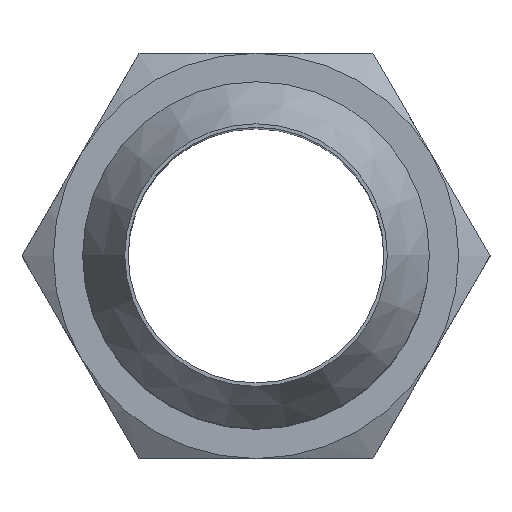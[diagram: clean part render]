
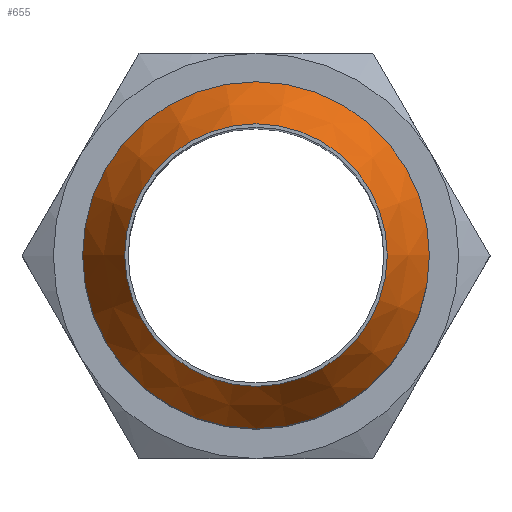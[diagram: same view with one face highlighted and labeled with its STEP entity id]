
A CAD part, top view. The second image highlights one B-rep face of the part: STEP entity #655.
In plain terms, the highlighted conical face has half-angle 30 degrees and reference radius 16.691 mm.
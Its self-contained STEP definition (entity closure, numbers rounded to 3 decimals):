
#100=CONICAL_SURFACE('',#734,16.691,0.524);
#133=FACE_BOUND('',#214,.T.);
#158=FACE_OUTER_BOUND('',#213,.T.);
#213=EDGE_LOOP('',(#472));
#214=EDGE_LOOP('',(#473));
#286=CIRCLE('',#735,19.);
#287=CIRCLE('',#736,14.381);
#323=VERTEX_POINT('',#995);
#324=VERTEX_POINT('',#997);
#384=EDGE_CURVE('',#323,#323,#286,.T.);
#385=EDGE_CURVE('',#324,#324,#287,.T.);
#472=ORIENTED_EDGE('',*,*,#384,.T.);
#473=ORIENTED_EDGE('',*,*,#385,.T.);
#655=ADVANCED_FACE('',(#158,#133),#100,.T.);
#734=AXIS2_PLACEMENT_3D('',#994,#830,#831);
#735=AXIS2_PLACEMENT_3D('',#996,#832,#833);
#736=AXIS2_PLACEMENT_3D('',#998,#834,#835);
#830=DIRECTION('center_axis',(0.,0.,-1.));
#831=DIRECTION('ref_axis',(-1.,0.,0.));
#832=DIRECTION('center_axis',(0.,0.,1.));
#833=DIRECTION('ref_axis',(-1.,0.,0.));
#834=DIRECTION('center_axis',(0.,0.,-1.));
#835=DIRECTION('ref_axis',(-1.,0.,0.));
#994=CARTESIAN_POINT('Origin',(0.,0.,60.));
#995=CARTESIAN_POINT('',(19.,0.,56.));
#996=CARTESIAN_POINT('Origin',(0.,0.,56.));
#997=CARTESIAN_POINT('',(14.381,0.,64.));
#998=CARTESIAN_POINT('Origin',(0.,0.,64.));
